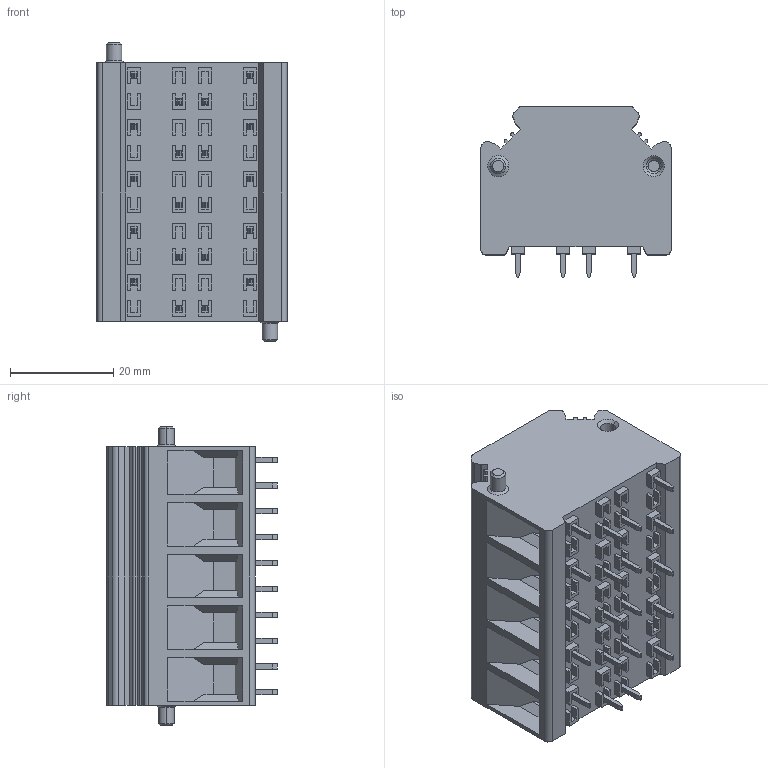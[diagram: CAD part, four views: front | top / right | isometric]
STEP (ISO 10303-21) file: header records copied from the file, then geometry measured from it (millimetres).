
FILE_DESCRIPTION((''),'2;1');
FILE_NAME('TL705DS-XXP_XS_','2024-11-13T15:09:45',('yanfa'),(''),'CREO PARAMETRIC BY PTC INC, 2018100','CREO PARAMETRIC BY PTC INC, 2018100','');
FILE_SCHEMA(('AUTOMOTIVE_DESIGN { 1 0 10303 214 1 1 1 1 }'));
Length unit declared in the file: millimetre
Products named in the file (1): TL705DS-XXP_XS_
Bounding box: 36.8 x 33.02 x 58 mm (x, y, z)
Volume: 36007.7 mm3; surface area: 16300.6 mm2
Topology: 1 solids, 17 shells, 1024 faces, 2563 edges, 1671 vertices
Faces by surface type: plane 766, cylinder 138, cone 80, torus 40
Entity records: 39002 total; most frequent: CARTESIAN_POINT 5489, ORIENTED_EDGE 5126, DIRECTION 5026, EDGE_CURVE 2563, VECTOR 2081, LINE 2081, VERTEX_POINT 1671, AXIS2_PLACEMENT_3D 1471
